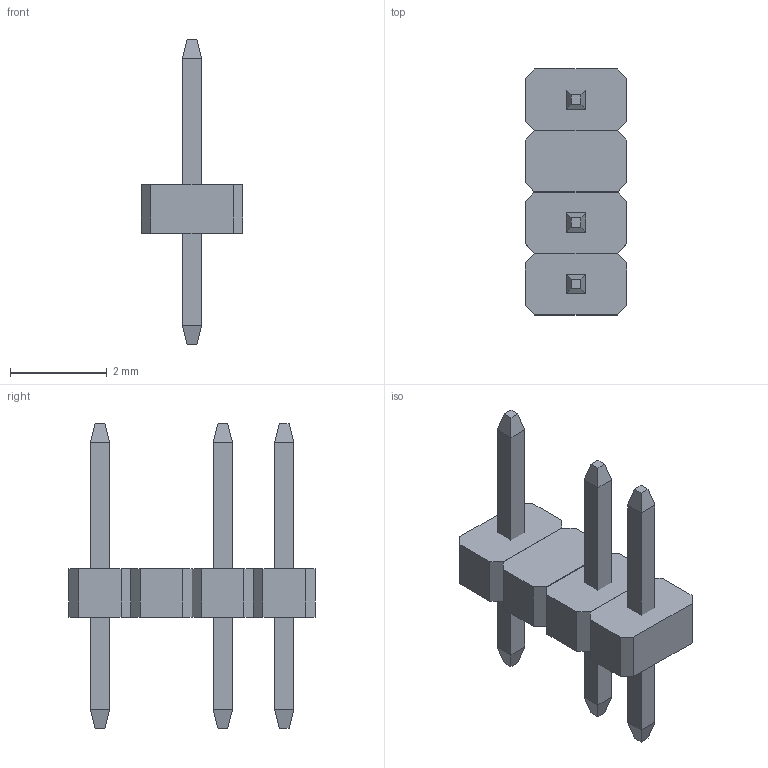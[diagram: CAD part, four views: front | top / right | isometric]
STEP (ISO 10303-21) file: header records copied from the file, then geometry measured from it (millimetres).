
FILE_DESCRIPTION(('FreeCAD Model'),'2;1');
FILE_NAME('Open CASCADE Shape Model','2023-06-27T15:35:16',(''),(''), 'Open CASCADE STEP processor 7.6','FreeCAD','Unknown');
FILE_SCHEMA(('AUTOMOTIVE_DESIGN { 1 0 10303 214 1 1 1 1 }'));
Length unit declared in the file: millimetre
Products named in the file (8): Unnamed; Body - Pin 1; Body - Pin 3; Body - Pin 4; Body - Socket 1; Body - Socket 2; Body - Socket 3; Body - Socket 4
Assembly tree (7 placements, depth 2):
  Unnamed
    Body - Pin 1
    Body - Pin 3
    Body - Pin 4
    Body - Socket 1
    Body - Socket 2
    Body - Socket 3
    Body - Socket 4
Bounding box: 2.1 x 5.08 x 6.3 mm (x, y, z)
Volume: 13.3 mm3; surface area: 75.5 mm2
Topology: 7 solids, 7 shells, 82 faces, 180 edges, 112 vertices
Faces by surface type: plane 82
Entity records: 2369 total; most frequent: CARTESIAN_POINT 382, DIRECTION 360, ORIENTED_EDGE 360, EDGE_CURVE 180, LINE 180, VECTOR 180, VERTEX_POINT 112, AXIS2_PLACEMENT_3D 90
